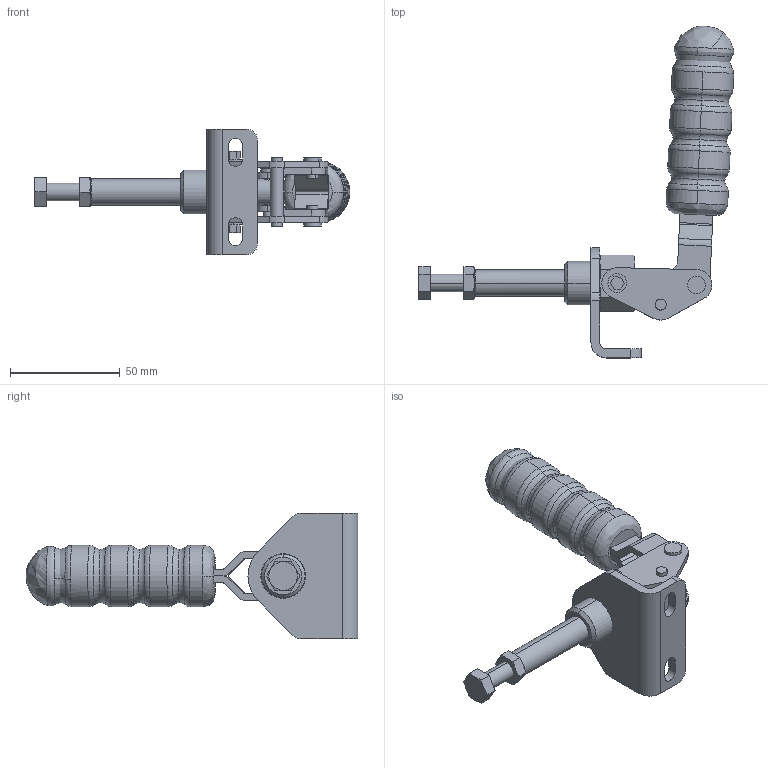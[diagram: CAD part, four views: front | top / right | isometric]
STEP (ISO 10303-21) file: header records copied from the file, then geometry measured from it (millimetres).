
FILE_DESCRIPTION (( 'STEP AP203' ), '1' );
FILE_NAME ('P200.STEP', '2016-10-28T10:39:52', ( '' ), ( '' ), 'SwSTEP 2.0', 'SolidWorks 2016', '' );
FILE_SCHEMA (( 'CONFIG_CONTROL_DESIGN' ));
Length unit declared in the file: millimetre
Products named in the file (15): 027-06; 305-06; 305-03; 007-30-5M; 305-05; 305-02; 305-01; 305-07; 305-08; P200; 305-09; 305-04-1; M8HALF; 305-04-2; M8HXHD40LG
Assembly tree (18 placements, depth 2):
  P200
    027-06
    305-01
    305-02
    305-03  x2
    305-04-2
    305-04-1
    305-05
    305-08  x2
    305-09  x2
    305-06
    305-07  x2
    M8HALF
    M8HXHD40LG
    007-30-5M
Bounding box: 143.42 x 150.87 x 57 mm (x, y, z)
Volume: 93105.4 mm3; surface area: 42678.9 mm2
Topology: 18 solids, 18 shells, 354 faces, 833 edges, 526 vertices
Faces by surface type: cylinder 144, plane 128, cone 48, torus 24, bspline 10
Entity records: 12299 total; most frequent: CARTESIAN_POINT 3342, DIRECTION 1598, ORIENTED_EDGE 1460, EDGE_CURVE 730, AXIS2_PLACEMENT_3D 644, VERTEX_POINT 460, EDGE_LOOP 352, CIRCLE 324
